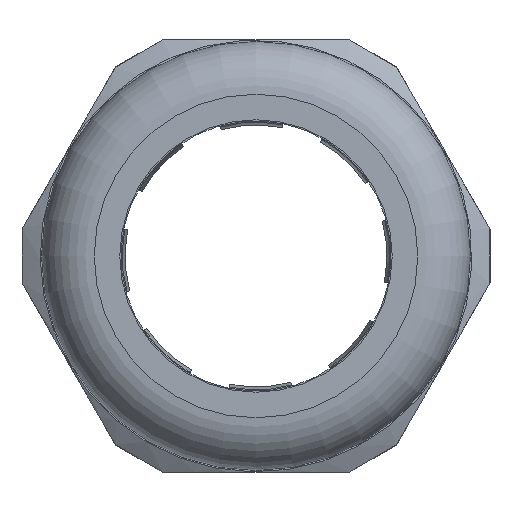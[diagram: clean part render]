
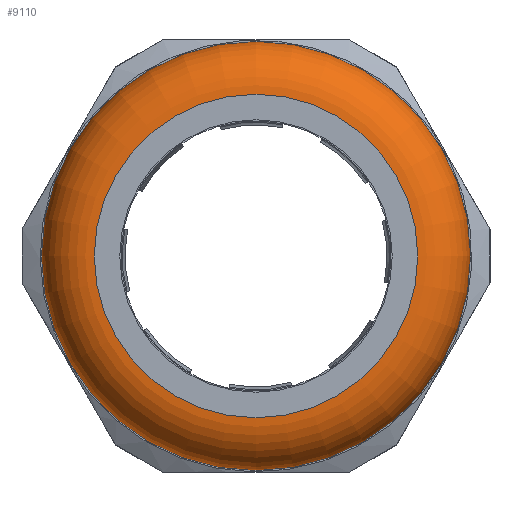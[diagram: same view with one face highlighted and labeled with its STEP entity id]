
A CAD part, left-side view. The second image highlights one B-rep face of the part: STEP entity #9110.
In plain terms, the highlighted toroidal (fillet/blend) face has major radius 14.97 mm and minor radius 4.88 mm.
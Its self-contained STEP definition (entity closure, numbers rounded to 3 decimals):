
#67=TOROIDAL_SURFACE('',#9738,14.97,4.88);
#118=FACE_BOUND('',#1475,.T.);
#934=FACE_OUTER_BOUND('',#1474,.T.);
#1474=EDGE_LOOP('',(#6249));
#1475=EDGE_LOOP('',(#6250));
#3351=CIRCLE('',#9737,14.97);
#3352=CIRCLE('',#9739,19.85);
#3789=VERTEX_POINT('',#15609);
#3790=VERTEX_POINT('',#15612);
#4765=EDGE_CURVE('',#3789,#3789,#3351,.T.);
#4766=EDGE_CURVE('',#3790,#3790,#3352,.T.);
#6249=ORIENTED_EDGE('',*,*,#4765,.T.);
#6250=ORIENTED_EDGE('',*,*,#4766,.F.);
#9110=ADVANCED_FACE('',(#934,#118),#67,.T.);
#9737=AXIS2_PLACEMENT_3D('',#15610,#10763,#10764);
#9738=AXIS2_PLACEMENT_3D('',#15611,#10765,#10766);
#9739=AXIS2_PLACEMENT_3D('',#15613,#10767,#10768);
#10763=DIRECTION('center_axis',(1.,0.,0.));
#10764=DIRECTION('ref_axis',(0.,0.,-1.));
#10765=DIRECTION('center_axis',(1.,0.,0.));
#10766=DIRECTION('ref_axis',(0.,0.,-1.));
#10767=DIRECTION('center_axis',(1.,0.,0.));
#10768=DIRECTION('ref_axis',(0.,0.,-1.));
#15609=CARTESIAN_POINT('',(-27.23,14.97,0.));
#15610=CARTESIAN_POINT('Origin',(-27.23,0.,0.));
#15611=CARTESIAN_POINT('Origin',(-22.35,0.,0.));
#15612=CARTESIAN_POINT('',(-22.35,19.85,0.));
#15613=CARTESIAN_POINT('Origin',(-22.35,0.,0.));
